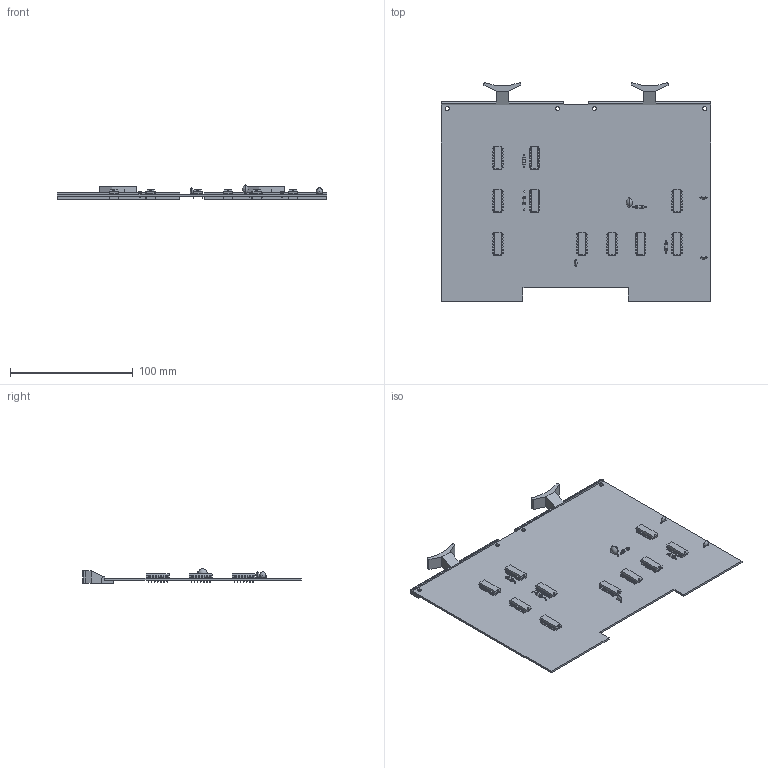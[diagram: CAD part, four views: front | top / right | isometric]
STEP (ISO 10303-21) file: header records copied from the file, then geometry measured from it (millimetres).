
FILE_DESCRIPTION(('KiCad electronic assembly'),'2;1');
FILE_NAME('Accumulator.step','2021-07-14T16:50:04',('An Author'),( 'A Company'),'Open CASCADE STEP processor 7.5', 'KiCad to STEP converter','Unknown');
FILE_SCHEMA(('AUTOMOTIVE_DESIGN { 1 0 10303 214 1 1 1 1 }'));
Length unit declared in the file: millimetre
Products named in the file (14): Open CASCADE STEP translator 7.5 1; Card handles-Body; SOLID; C_Disc_D7.5mm_W5.0mm_P7.50mm; C_Disc_D5.0mm_W2.5mm_P5.00mm; R_Axial_DIN0207_L6.3mm_D2.5mm_P15.24mm_Horizontal; DIP-14_W7.62mm; R_Axial_DIN0207_L6.3mm_D2.5mm_P10.16mm_Horizontal; COMPOUND
Assembly tree (27 placements, depth 3):
  Open CASCADE STEP translator 7.5 1
    Card handles-Body  x2
      SOLID
    C_Disc_D7.5mm_W5.0mm_P7.50mm
      SOLID
    C_Disc_D5.0mm_W2.5mm_P5.00mm  x3
      SOLID
    R_Axial_DIN0207_L6.3mm_D2.5mm_P15.24mm_Horizontal
      SOLID
    DIP-14_W7.62mm  x10
      SOLID
    R_Axial_DIN0207_L6.3mm_D2.5mm_P10.16mm_Horizontal  x3
      SOLID
    COMPOUND
Bounding box: 220 x 178.07 x 11.6 mm (x, y, z)
Volume: 68373.3 mm3; surface area: 84444 mm2
Topology: 21 solids, 21 shells, 2828 faces, 7630 edges, 4852 vertices
Faces by surface type: plane 2034, cylinder 502, bspline 260, torus 16, revolution 8, sphere 8
Full cylindrical faces by diameter (mm): 0.5 x12, 0.6 x16, 0.7 x4, 0.8 x154, 1 x2, 2.25 x4, 2.5 x8, 3.2 x8
Entity records: 39065 total; most frequent: CARTESIAN_POINT 8582, DIRECTION 5329, LINE 3053, VECTOR 3053, ORIENTED_EDGE 2702, PCURVE 2702, DEFINITIONAL_REPRESENTATION 2702, EDGE_CURVE 1351
